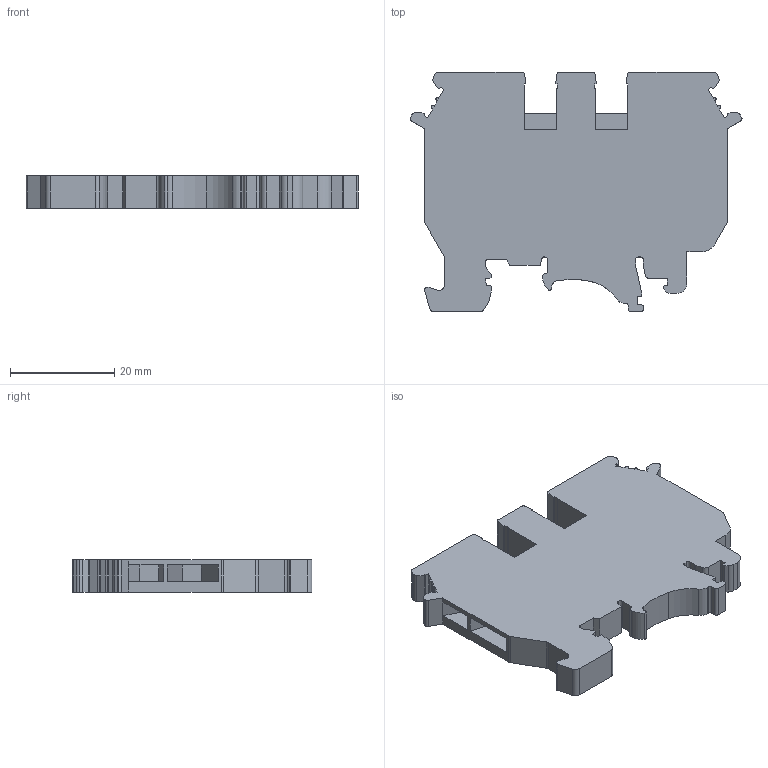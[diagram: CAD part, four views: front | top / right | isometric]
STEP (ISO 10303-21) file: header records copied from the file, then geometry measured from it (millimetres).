
FILE_DESCRIPTION(/* description */ (''),/* implementation_level */ '2;1');
FILE_NAME(/* name */ 'MTU-FO4.stp',/* time_stamp */ '2015-12-09T14:29:26+08:00',/* author */ (''),/* organization */ (''),/* preprocessor_version */ 'ST-DEVELOPER v11',/* originating_system */ 'SIEMENS UGS NX 6.0',/* authorisation */ '');
FILE_SCHEMA (('CONFIG_CONTROL_DESIGN'));
Length unit declared in the file: millimetre
Products named in the file (1): 2775016_udk4_select
Bounding box: 63.6 x 45.9 x 6.15 mm (x, y, z)
Volume: 12399.2 mm3; surface area: 6905.8 mm2
Topology: 1 solids, 1 shells, 201 faces, 575 edges, 382 vertices
Faces by surface type: plane 129, cylinder 72
Entity records: 6647 total; most frequent: CARTESIAN_POINT 1159, ORIENTED_EDGE 1150, DIRECTION 1123, EDGE_CURVE 575, LINE 431, VECTOR 431, VERTEX_POINT 382, AXIS2_PLACEMENT_3D 346
